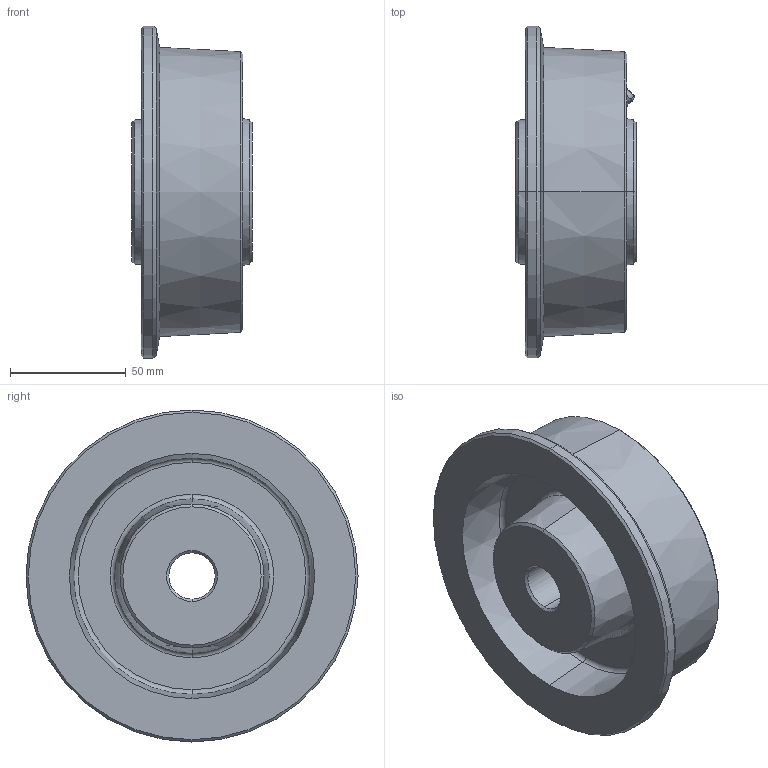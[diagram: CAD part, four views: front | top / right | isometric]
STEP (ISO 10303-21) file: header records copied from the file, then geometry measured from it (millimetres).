
FILE_DESCRIPTION (( 'STEP AP214' ), '1' );
FILE_NAME ('0023923.step', '2022-06-30T08:37:08', ( '' ), ( '' ), 'SwSTEP 2.0', 'SolidWorks 2020', '' );
FILE_SCHEMA (( 'AUTOMOTIVE_DESIGN' ));
Length unit declared in the file: millimetre
Products named in the file (1): 0023923
Bounding box: 52 x 143.5 x 143.5 mm (x, y, z)
Volume: 391789.5 mm3; surface area: 67410.3 mm2
Topology: 2 solids, 2 shells, 70 faces, 150 edges, 89 vertices
Faces by surface type: cone 32, plane 15, cylinder 10, torus 9, sphere 4
Entity records: 2787 total; most frequent: CARTESIAN_POINT 421, DIRECTION 365, ORIENTED_EDGE 292, AXIS2_PLACEMENT_3D 157, EDGE_CURVE 146, VERTEX_POINT 87, CIRCLE 86, EDGE_LOOP 81
